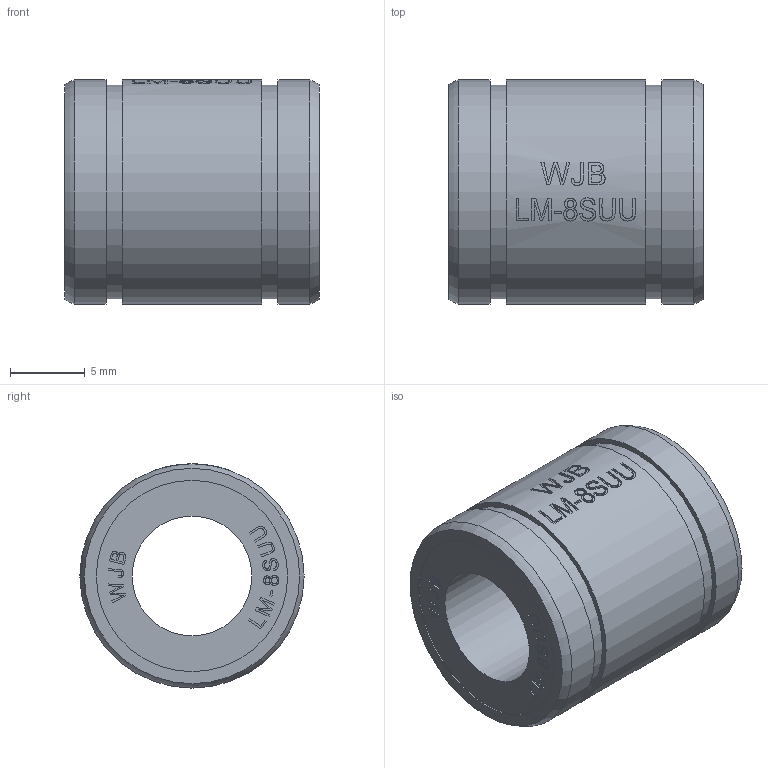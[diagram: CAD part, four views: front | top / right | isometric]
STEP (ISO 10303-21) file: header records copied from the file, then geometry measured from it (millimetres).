
FILE_DESCRIPTION(/* description */ (''),/* implementation_level */ '2;1');
FILE_NAME(/* name */ 'WJB-LM-8A-8SUU.stp',/* time_stamp */ '2019-01-27T11:33:05+08:00',/* author */ (''),/* organization */ (''),/* preprocessor_version */ 'ST-DEVELOPER v11',/* originating_system */ 'SIEMENS UGS NX 6.0',/* authorisation */ '');
FILE_SCHEMA (('AUTOMOTIVE_DESIGN { 1 0 10303 214 1 1 1 1 }'));
Length unit declared in the file: millimetre
Products named in the file (1): ROCKE321yzyc
Bounding box: 17 x 15 x 15 mm (x, y, z)
Volume: 2089 mm3; surface area: 1539 mm2
Topology: 1 solids, 1 shells, 285 faces, 703 edges, 468 vertices
Faces by surface type: plane 162, extrusion 99, cylinder 22, torus 2
Full cylindrical faces by diameter (mm): 8 x1, 12.8 x2, 14.3 x2, 15 x3
Entity records: 11947 total; most frequent: CARTESIAN_POINT 5679, ORIENTED_EDGE 1386, DIRECTION 944, EDGE_CURVE 693, VERTEX_POINT 468, VECTOR 450, B_SPLINE_CURVE_WITH_KNOTS 381, LINE 351
